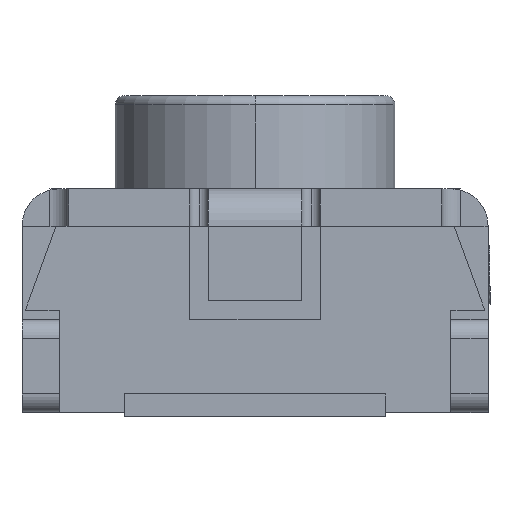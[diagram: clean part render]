
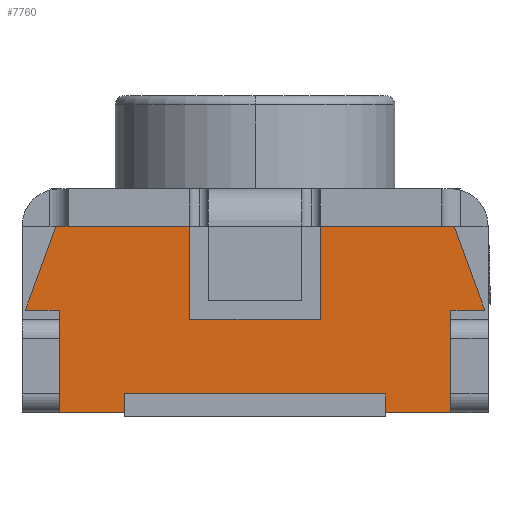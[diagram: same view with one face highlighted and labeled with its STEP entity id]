
A CAD part, left-side view. The second image highlights one B-rep face of the part: STEP entity #7760.
In plain terms, the highlighted planar face has unit normal (-1, 0, 0).
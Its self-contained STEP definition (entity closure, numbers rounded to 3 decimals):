
#78 = CARTESIAN_POINT ( 'NONE',  ( -1.5, -0.35, -0.2 ) ) ;
#82 = VECTOR ( 'NONE', #16832, 1000. ) ;
#202 = LINE ( 'NONE', #9803, #14267 ) ;
#746 = VERTEX_POINT ( 'NONE', #2600 ) ;
#847 = CARTESIAN_POINT ( 'NONE',  ( -1.5, -0.35, -0.7 ) ) ;
#980 = ORIENTED_EDGE ( 'NONE', *, *, #4149, .T. ) ;
#1034 = ORIENTED_EDGE ( 'NONE', *, *, #5046, .F. ) ;
#1380 = VECTOR ( 'NONE', #13383, 1000. ) ;
#1442 = DIRECTION ( 'NONE',  ( 0., 0., -1. ) ) ;
#1455 = CARTESIAN_POINT ( 'NONE',  ( -1.5, -0.7, -1.1 ) ) ;
#1580 = VERTEX_POINT ( 'NONE', #11711 ) ;
#1693 = ORIENTED_EDGE ( 'NONE', *, *, #11622, .T. ) ;
#1753 = LINE ( 'NONE', #7021, #1963 ) ;
#1826 = LINE ( 'NONE', #4411, #82 ) ;
#1963 = VECTOR ( 'NONE', #15666, 1000. ) ;
#2137 = ORIENTED_EDGE ( 'NONE', *, *, #5355, .F. ) ;
#2141 = VERTEX_POINT ( 'NONE', #17486 ) ;
#2285 = CARTESIAN_POINT ( 'NONE',  ( -1.5, 1.05, -0.2 ) ) ;
#2401 = CARTESIAN_POINT ( 'NONE',  ( -1.5, 1.05, -0.7 ) ) ;
#2446 = VERTEX_POINT ( 'NONE', #13398 ) ;
#2508 = LINE ( 'NONE', #5186, #13923 ) ;
#2560 = VERTEX_POINT ( 'NONE', #16052 ) ;
#2600 = CARTESIAN_POINT ( 'NONE',  ( -1.5, -1.068, -0.2 ) ) ;
#2643 = FACE_OUTER_BOUND ( 'NONE', #7185, .T. ) ;
#2674 = ORIENTED_EDGE ( 'NONE', *, *, #6741, .T. ) ;
#2925 = ORIENTED_EDGE ( 'NONE', *, *, #4375, .T. ) ;
#2939 = AXIS2_PLACEMENT_3D ( 'NONE', #16227, #7005, #13653 ) ;
#3380 = VERTEX_POINT ( 'NONE', #847 ) ;
#3393 = VECTOR ( 'NONE', #5427, 1000. ) ;
#3546 = DIRECTION ( 'NONE',  ( 0., 0., 1. ) ) ;
#3806 = CARTESIAN_POINT ( 'NONE',  ( -1.5, 0.7, -1.1 ) ) ;
#3812 = CARTESIAN_POINT ( 'NONE',  ( -1.5, -1.05, -0.7 ) ) ;
#4149 = EDGE_CURVE ( 'NONE', #16034, #1580, #15735, .T. ) ;
#4345 = DIRECTION ( 'NONE',  ( 0., 1., 0. ) ) ;
#4375 = EDGE_CURVE ( 'NONE', #14686, #5584, #14137, .T. ) ;
#4411 = CARTESIAN_POINT ( 'NONE',  ( -1.5, 0.35, -0.7 ) ) ;
#4504 = EDGE_CURVE ( 'NONE', #746, #2141, #8278, .T. ) ;
#4553 = EDGE_CURVE ( 'NONE', #15722, #5584, #15245, .T. ) ;
#4817 = ORIENTED_EDGE ( 'NONE', *, *, #15233, .T. ) ;
#4849 = CARTESIAN_POINT ( 'NONE',  ( -1.5, -1.25, -0.7 ) ) ;
#5046 = EDGE_CURVE ( 'NONE', #3380, #2141, #2508, .T. ) ;
#5186 = CARTESIAN_POINT ( 'NONE',  ( -1.5, -0.35, -0.7 ) ) ;
#5355 = EDGE_CURVE ( 'NONE', #6962, #2446, #17482, .T. ) ;
#5427 = DIRECTION ( 'NONE',  ( 0., 1., 0. ) ) ;
#5467 = CARTESIAN_POINT ( 'NONE',  ( -1.5, -0.7, -0.7 ) ) ;
#5514 = DIRECTION ( 'NONE',  ( 0., 0., 1. ) ) ;
#5579 = EDGE_CURVE ( 'NONE', #3380, #8160, #10432, .T. ) ;
#5584 = VERTEX_POINT ( 'NONE', #3806 ) ;
#6081 = DIRECTION ( 'NONE',  ( 0., 0.342, -0.94 ) ) ;
#6358 = VECTOR ( 'NONE', #1442, 1000. ) ;
#6741 = EDGE_CURVE ( 'NONE', #6962, #14686, #1753, .T. ) ;
#6939 = VECTOR ( 'NONE', #14111, 1000. ) ;
#6942 = ORIENTED_EDGE ( 'NONE', *, *, #5579, .T. ) ;
#6962 = VERTEX_POINT ( 'NONE', #10947 ) ;
#7005 = DIRECTION ( 'NONE',  ( 1., 0., 0. ) ) ;
#7021 = CARTESIAN_POINT ( 'NONE',  ( -1.5, 1.05, -1.2 ) ) ;
#7185 = EDGE_LOOP ( 'NONE', ( #9575, #980, #4817, #2137, #2674, #2925, #7310, #7711, #13411, #1693, #15014, #16609, #17506, #1034, #6942, #8467 ) ) ;
#7310 = ORIENTED_EDGE ( 'NONE', *, *, #4553, .F. ) ;
#7450 = VECTOR ( 'NONE', #10544, 1000. ) ;
#7527 = CARTESIAN_POINT ( 'NONE',  ( -1.5, 1.068, -0.2 ) ) ;
#7711 = ORIENTED_EDGE ( 'NONE', *, *, #8401, .T. ) ;
#7760 = ADVANCED_FACE ( 'NONE', ( #2643 ), #8251, .F. ) ;
#7793 = EDGE_CURVE ( 'NONE', #8160, #16014, #1826, .T. ) ;
#7812 = LINE ( 'NONE', #2285, #1380 ) ;
#8160 = VERTEX_POINT ( 'NONE', #9220 ) ;
#8251 = PLANE ( 'NONE',  #2939 ) ;
#8278 = LINE ( 'NONE', #78, #3393 ) ;
#8401 = EDGE_CURVE ( 'NONE', #15722, #2560, #15026, .T. ) ;
#8412 = DIRECTION ( 'NONE',  ( 0., 1., 0. ) ) ;
#8467 = ORIENTED_EDGE ( 'NONE', *, *, #7793, .T. ) ;
#8548 = VECTOR ( 'NONE', #15885, 1000. ) ;
#8613 = LINE ( 'NONE', #12586, #6939 ) ;
#8806 = DIRECTION ( 'NONE',  ( 0., -1., 0. ) ) ;
#9161 = DIRECTION ( 'NONE',  ( 0., 0., 1. ) ) ;
#9220 = CARTESIAN_POINT ( 'NONE',  ( -1.5, 0.35, -0.7 ) ) ;
#9323 = EDGE_CURVE ( 'NONE', #16014, #16034, #7812, .T. ) ;
#9333 = VECTOR ( 'NONE', #3546, 1000. ) ;
#9575 = ORIENTED_EDGE ( 'NONE', *, *, #9323, .T. ) ;
#9704 = VECTOR ( 'NONE', #5514, 1000. ) ;
#9803 = CARTESIAN_POINT ( 'NONE',  ( -1.5, -1.25, -0.65 ) ) ;
#10205 = CARTESIAN_POINT ( 'NONE',  ( -1.5, 1.25, -0.65 ) ) ;
#10368 = CARTESIAN_POINT ( 'NONE',  ( -1.5, -1.05, -1.2 ) ) ;
#10432 = LINE ( 'NONE', #15965, #7450 ) ;
#10544 = DIRECTION ( 'NONE',  ( 0., 1., 0. ) ) ;
#10903 = VERTEX_POINT ( 'NONE', #10368 ) ;
#10947 = CARTESIAN_POINT ( 'NONE',  ( -1.5, 1.05, -1.2 ) ) ;
#11090 = VERTEX_POINT ( 'NONE', #13922 ) ;
#11622 = EDGE_CURVE ( 'NONE', #10903, #16100, #12232, .T. ) ;
#11711 = CARTESIAN_POINT ( 'NONE',  ( -1.5, 1.232, -0.65 ) ) ;
#12186 = VECTOR ( 'NONE', #4345, 1000. ) ;
#12232 = LINE ( 'NONE', #3812, #9704 ) ;
#12544 = EDGE_CURVE ( 'NONE', #2560, #10903, #8613, .T. ) ;
#12577 = CARTESIAN_POINT ( 'NONE',  ( -1.5, 0.7, -1.2 ) ) ;
#12586 = CARTESIAN_POINT ( 'NONE',  ( -1.5, 1.05, -1.2 ) ) ;
#12698 = LINE ( 'NONE', #10205, #12778 ) ;
#12778 = VECTOR ( 'NONE', #8806, 1000. ) ;
#13207 = CARTESIAN_POINT ( 'NONE',  ( -1.5, 0.35, -0.2 ) ) ;
#13383 = DIRECTION ( 'NONE',  ( 0., 1., 0. ) ) ;
#13398 = CARTESIAN_POINT ( 'NONE',  ( -1.5, 1.05, -0.65 ) ) ;
#13411 = ORIENTED_EDGE ( 'NONE', *, *, #12544, .T. ) ;
#13653 = DIRECTION ( 'NONE',  ( 0., 0., -1. ) ) ;
#13922 = CARTESIAN_POINT ( 'NONE',  ( -1.5, -1.232, -0.65 ) ) ;
#13923 = VECTOR ( 'NONE', #9161, 1000. ) ;
#14103 = LINE ( 'NONE', #4849, #17287 ) ;
#14111 = DIRECTION ( 'NONE',  ( 0., -1., 0. ) ) ;
#14137 = LINE ( 'NONE', #15457, #9333 ) ;
#14190 = DIRECTION ( 'NONE',  ( 0., 0.342, 0.94 ) ) ;
#14267 = VECTOR ( 'NONE', #8412, 1000. ) ;
#14346 = VECTOR ( 'NONE', #6081, 1000. ) ;
#14686 = VERTEX_POINT ( 'NONE', #12577 ) ;
#14809 = EDGE_CURVE ( 'NONE', #11090, #746, #14103, .T. ) ;
#15014 = ORIENTED_EDGE ( 'NONE', *, *, #17197, .F. ) ;
#15026 = LINE ( 'NONE', #5467, #6358 ) ;
#15233 = EDGE_CURVE ( 'NONE', #1580, #2446, #12698, .T. ) ;
#15245 = LINE ( 'NONE', #16341, #12186 ) ;
#15457 = CARTESIAN_POINT ( 'NONE',  ( -1.5, 0.7, -0.7 ) ) ;
#15666 = DIRECTION ( 'NONE',  ( 0., -1., 0. ) ) ;
#15722 = VERTEX_POINT ( 'NONE', #1455 ) ;
#15735 = LINE ( 'NONE', #7527, #14346 ) ;
#15885 = DIRECTION ( 'NONE',  ( 0., 0., 1. ) ) ;
#15965 = CARTESIAN_POINT ( 'NONE',  ( -1.5, 1.05, -0.7 ) ) ;
#16014 = VERTEX_POINT ( 'NONE', #13207 ) ;
#16034 = VERTEX_POINT ( 'NONE', #17546 ) ;
#16052 = CARTESIAN_POINT ( 'NONE',  ( -1.5, -0.7, -1.2 ) ) ;
#16100 = VERTEX_POINT ( 'NONE', #16324 ) ;
#16227 = CARTESIAN_POINT ( 'NONE',  ( -1.5, 1.05, -0.7 ) ) ;
#16324 = CARTESIAN_POINT ( 'NONE',  ( -1.5, -1.05, -0.65 ) ) ;
#16341 = CARTESIAN_POINT ( 'NONE',  ( -1.5, 1.05, -1.1 ) ) ;
#16609 = ORIENTED_EDGE ( 'NONE', *, *, #14809, .T. ) ;
#16832 = DIRECTION ( 'NONE',  ( 0., 0., 1. ) ) ;
#17197 = EDGE_CURVE ( 'NONE', #11090, #16100, #202, .T. ) ;
#17287 = VECTOR ( 'NONE', #14190, 1000. ) ;
#17482 = LINE ( 'NONE', #2401, #8548 ) ;
#17486 = CARTESIAN_POINT ( 'NONE',  ( -1.5, -0.35, -0.2 ) ) ;
#17506 = ORIENTED_EDGE ( 'NONE', *, *, #4504, .T. ) ;
#17546 = CARTESIAN_POINT ( 'NONE',  ( -1.5, 1.068, -0.2 ) ) ;
